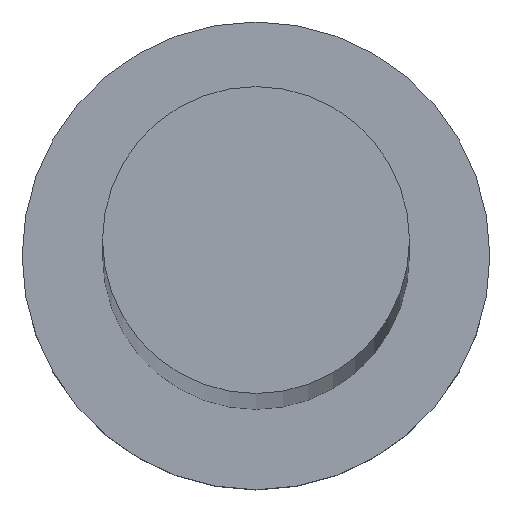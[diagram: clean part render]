
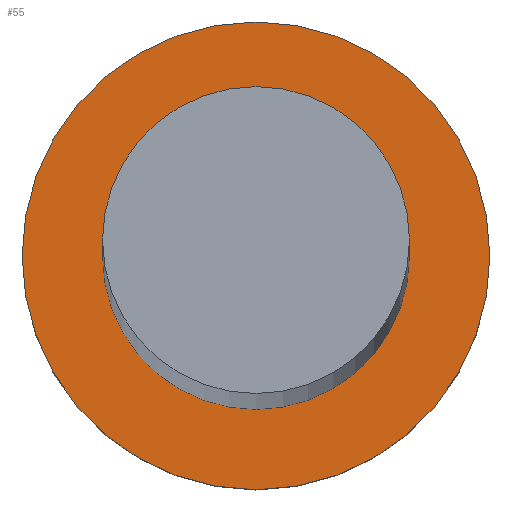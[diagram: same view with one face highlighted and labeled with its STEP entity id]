
A CAD part, top view. The second image highlights one B-rep face of the part: STEP entity #55.
In plain terms, the highlighted planar face has unit normal (0, 0, 1).
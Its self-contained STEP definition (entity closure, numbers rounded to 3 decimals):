
#3 = VERTEX_POINT ( 'NONE', #54 ) ;
#7 = ORIENTED_EDGE ( 'NONE', *, *, #34, .T. ) ;
#8 = CARTESIAN_POINT ( 'NONE',  ( -8., 0., 5. ) ) ;
#11 = FACE_OUTER_BOUND ( 'NONE', #130, .T. ) ;
#17 = CARTESIAN_POINT ( 'NONE',  ( -5.25, 0., 5. ) ) ;
#34 = EDGE_CURVE ( 'NONE', #87, #3, #84, .T. ) ;
#35 = CARTESIAN_POINT ( 'NONE',  ( 0., 0., 5. ) ) ;
#41 = AXIS2_PLACEMENT_3D ( 'NONE', #255, #43, #81 ) ;
#43 = DIRECTION ( 'NONE',  ( 0., 0., 1. ) ) ;
#47 = EDGE_CURVE ( 'NONE', #3, #87, #48, .T. ) ;
#48 = CIRCLE ( 'NONE', #252, 8. ) ;
#54 = CARTESIAN_POINT ( 'NONE',  ( 8., 0., 5. ) ) ;
#55 = ADVANCED_FACE ( 'NONE', ( #231, #11 ), #79, .T. ) ;
#61 = DIRECTION ( 'NONE',  ( 1., 0., 0. ) ) ;
#79 = PLANE ( 'NONE',  #195 ) ;
#81 = DIRECTION ( 'NONE',  ( 1., 0., 0. ) ) ;
#84 = CIRCLE ( 'NONE', #246, 8. ) ;
#87 = VERTEX_POINT ( 'NONE', #8 ) ;
#93 = DIRECTION ( 'NONE',  ( 0., 0., 1. ) ) ;
#95 = ORIENTED_EDGE ( 'NONE', *, *, #99, .F. ) ;
#96 = CARTESIAN_POINT ( 'NONE',  ( 0., 0., 5. ) ) ;
#99 = EDGE_CURVE ( 'NONE', #186, #134, #167, .T. ) ;
#116 = CARTESIAN_POINT ( 'NONE',  ( 0., 0., 5. ) ) ;
#130 = EDGE_LOOP ( 'NONE', ( #7, #234 ) ) ;
#134 = VERTEX_POINT ( 'NONE', #220 ) ;
#137 = DIRECTION ( 'NONE',  ( 1., 0., 0. ) ) ;
#154 = EDGE_LOOP ( 'NONE', ( #95, #196 ) ) ;
#161 = DIRECTION ( 'NONE',  ( 0., 0., 1. ) ) ;
#167 = CIRCLE ( 'NONE', #237, 5.25 ) ;
#175 = CIRCLE ( 'NONE', #41, 5.25 ) ;
#186 = VERTEX_POINT ( 'NONE', #17 ) ;
#189 = EDGE_CURVE ( 'NONE', #134, #186, #175, .T. ) ;
#191 = DIRECTION ( 'NONE',  ( 1., 0., 0. ) ) ;
#195 = AXIS2_PLACEMENT_3D ( 'NONE', #96, #161, #61 ) ;
#196 = ORIENTED_EDGE ( 'NONE', *, *, #189, .F. ) ;
#211 = DIRECTION ( 'NONE',  ( 0., 0., 1. ) ) ;
#214 = CARTESIAN_POINT ( 'NONE',  ( 0., 0., 5. ) ) ;
#220 = CARTESIAN_POINT ( 'NONE',  ( 5.25, 0., 5. ) ) ;
#230 = DIRECTION ( 'NONE',  ( 0., 0., 1. ) ) ;
#231 = FACE_BOUND ( 'NONE', #154, .T. ) ;
#234 = ORIENTED_EDGE ( 'NONE', *, *, #47, .T. ) ;
#237 = AXIS2_PLACEMENT_3D ( 'NONE', #35, #93, #191 ) ;
#246 = AXIS2_PLACEMENT_3D ( 'NONE', #116, #230, #137 ) ;
#247 = DIRECTION ( 'NONE',  ( 1., 0., 0. ) ) ;
#252 = AXIS2_PLACEMENT_3D ( 'NONE', #214, #211, #247 ) ;
#255 = CARTESIAN_POINT ( 'NONE',  ( 0., 0., 5. ) ) ;
